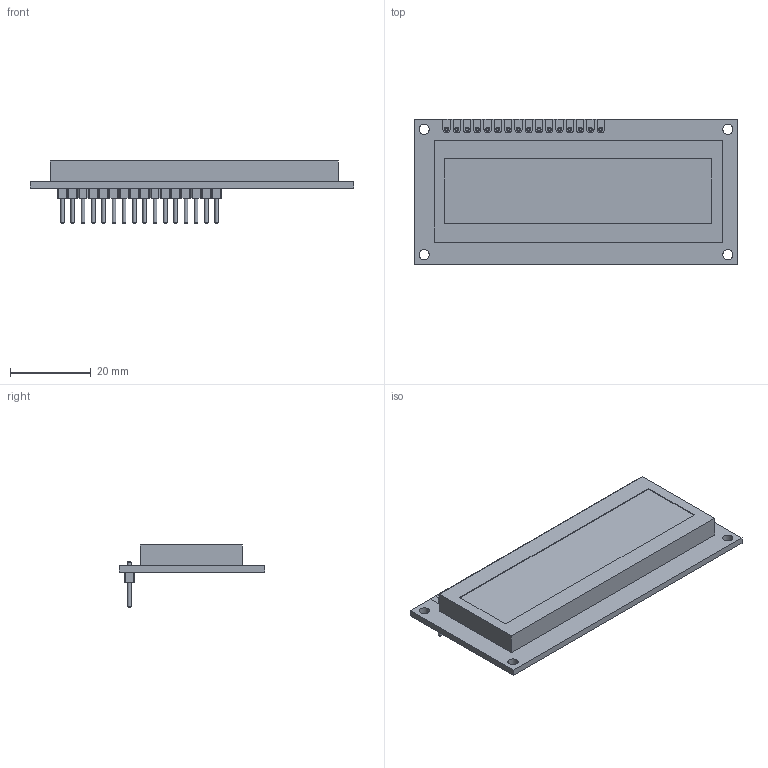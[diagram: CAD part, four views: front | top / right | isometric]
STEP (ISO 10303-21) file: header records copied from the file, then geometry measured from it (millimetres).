
FILE_DESCRIPTION(/* description */ ('Unknown'),/* implementation_level */ '2;1');
FILE_NAME(/* name */ 'LCD 16x2 HD44780 assembly',/* time_stamp */ '2025-02-02T10:37:53+01:00',/* author */ ('Unknown'),/* organization */ ('Unknown'),/* preprocessor_version */ 'ST-DEVELOPER v19.4',/* originating_system */ 'Solid Edge',/* authorisation */ 'Unknown');
FILE_SCHEMA (('AUTOMOTIVE_DESIGN {1 0 10303 214 3 1 1}'));
Length unit declared in the file: millimetre
Products named in the file (3): LCD 16x2 HD44780 assembly; lcd 16_2 HD44780; dupont_pin_16
Assembly tree (2 placements, depth 2):
  LCD 16x2 HD44780 assembly
    lcd 16_2 HD44780
    dupont_pin_16
Bounding box: 80 x 36 x 15.33 mm (x, y, z)
Volume: 13833.3 mm3; surface area: 8177.2 mm2
Topology: 17 solids, 17 shells, 356 faces, 864 edges, 576 vertices
Faces by surface type: plane 256, cylinder 68, cone 32
Full cylindrical faces by diameter (mm): 0.9 x32, 1 x16, 2.5 x4
Entity records: 12255 total; most frequent: CARTESIAN_POINT 1651, DIRECTION 1634, ORIENTED_EDGE 1496, EDGE_CURVE 748, LINE 580, VECTOR 580, VERTEX_POINT 544, AXIS2_PLACEMENT_3D 527
